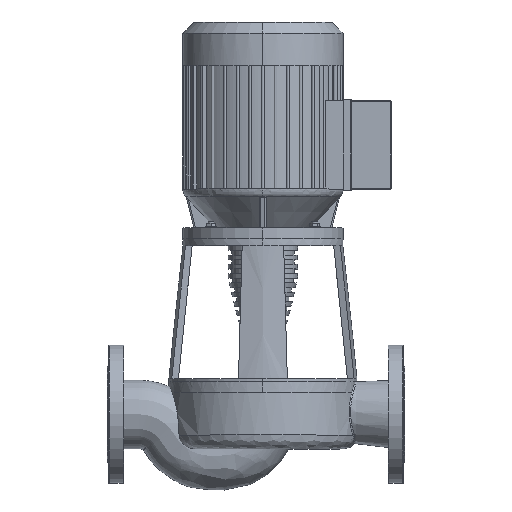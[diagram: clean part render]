
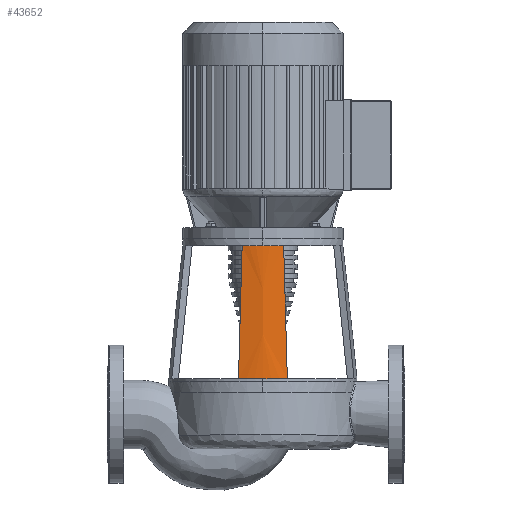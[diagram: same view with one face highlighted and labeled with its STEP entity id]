
A CAD part, top view. The second image highlights one B-rep face of the part: STEP entity #43652.
In plain terms, the highlighted free-form (B-spline) face has degree [3, 3] with [6, 4] control points.
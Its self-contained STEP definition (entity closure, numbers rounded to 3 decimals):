
#41908=CARTESIAN_POINT('',(194.977,244.0,112.047));
#41909=VERTEX_POINT('',#41908);
#41917=CARTESIAN_POINT('',(225.0,244.0,116.));
#41918=VERTEX_POINT('',#41917);
#41919=CARTESIAN_POINT('',(225.0,244.0,0.));
#41920=DIRECTION('',(0.0,1.0,0.0));
#41921=DIRECTION('',(0.0,0.0,-1.0));
#41922=AXIS2_PLACEMENT_3D('',#41919,#41920,#41921);
#41923=CIRCLE('',#41922,116.);
#41924=EDGE_CURVE('',#41909,#41918,#41923,.T.);
#41986=CARTESIAN_POINT('',(260.329,51.7,118.349));
#41987=VERTEX_POINT('',#41986);
#41995=CARTESIAN_POINT('',(225.0,51.7,123.));
#41996=VERTEX_POINT('',#41995);
#41997=CARTESIAN_POINT('',(225.0,51.7,-13.5));
#41998=DIRECTION('',(0.0,-1.0,0.0));
#41999=DIRECTION('',(0.0,0.0,-1.0));
#42000=AXIS2_PLACEMENT_3D('',#41997,#41998,#41999);
#42001=CIRCLE('',#42000,136.5);
#42002=EDGE_CURVE('',#41987,#41996,#42001,.T.);
#43193=CARTESIAN_POINT('',(255.023,244.0,112.047));
#43194=VERTEX_POINT('',#43193);
#43249=CARTESIAN_POINT('',(189.671,51.7,118.349));
#43250=VERTEX_POINT('',#43249);
#43597=CARTESIAN_POINT('',(189.671,51.7,118.349));
#43598=CARTESIAN_POINT('',(201.177,51.7,121.432));
#43599=CARTESIAN_POINT('',(213.088,51.7,123.));
#43600=CARTESIAN_POINT('',(236.912,51.7,123.));
#43601=CARTESIAN_POINT('',(248.823,51.7,121.432));
#43602=CARTESIAN_POINT('',(260.329,51.7,118.349));
#43603=CARTESIAN_POINT('',(191.44,115.8,116.248));
#43604=CARTESIAN_POINT('',(202.37,115.8,119.177));
#43605=CARTESIAN_POINT('',(213.684,115.8,120.667));
#43606=CARTESIAN_POINT('',(236.316,115.8,120.667));
#43607=CARTESIAN_POINT('',(247.63,115.8,119.177));
#43608=CARTESIAN_POINT('',(258.56,115.8,116.248));
#43609=CARTESIAN_POINT('',(193.208,179.9,114.148));
#43610=CARTESIAN_POINT('',(203.562,179.9,116.922));
#43611=CARTESIAN_POINT('',(214.281,179.9,118.333));
#43612=CARTESIAN_POINT('',(235.719,179.9,118.333));
#43613=CARTESIAN_POINT('',(246.438,179.9,116.922));
#43614=CARTESIAN_POINT('',(256.792,179.9,114.148));
#43615=CARTESIAN_POINT('',(194.977,244.0,112.047));
#43616=CARTESIAN_POINT('',(204.755,244.0,114.667));
#43617=CARTESIAN_POINT('',(214.877,244.0,116.));
#43618=CARTESIAN_POINT('',(235.123,244.0,116.));
#43619=CARTESIAN_POINT('',(245.245,244.0,114.667));
#43620=CARTESIAN_POINT('',(255.023,244.0,112.047));
#43621=B_SPLINE_SURFACE_WITH_KNOTS('',3,3,((#43597,#43603,#43609,#43615),(#43598,#43604,#43610,#43616),(#43599,#43605,#43611,#43617),(#43600,#43606,#43612,#43618),(#43601,#43607,#43613,#43619),(#43602,#43608,#43614,#43620)),.UNSPECIFIED.,.F.,.F.,.U.,(4,2,4),(4,4),(0.0,0.5,1.0),(0.0,1.0),.UNSPECIFIED.);
#43622=CARTESIAN_POINT('',(225.0,51.7,-13.5));
#43623=DIRECTION('',(0.0,-1.0,0.0));
#43624=DIRECTION('',(0.0,0.0,-1.0));
#43625=AXIS2_PLACEMENT_3D('',#43622,#43623,#43624);
#43626=CIRCLE('',#43625,136.5);
#43627=EDGE_CURVE('',#41996,#43250,#43626,.T.);
#43628=ORIENTED_EDGE('',*,*,#43627,.F.);
#43629=ORIENTED_EDGE('',*,*,#42002,.F.);
#43630=CARTESIAN_POINT('',(260.329,51.7,118.349));
#43631=DIRECTION('',(-0.028,0.999,-0.033));
#43632=VECTOR('',#43631,192.476);
#43633=LINE('',#43630,#43632);
#43634=EDGE_CURVE('',#41987,#43194,#43633,.T.);
#43635=ORIENTED_EDGE('',*,*,#43634,.T.);
#43636=CARTESIAN_POINT('',(225.0,244.0,0.));
#43637=DIRECTION('',(0.0,1.0,0.0));
#43638=DIRECTION('',(0.0,0.0,-1.0));
#43639=AXIS2_PLACEMENT_3D('',#43636,#43637,#43638);
#43640=CIRCLE('',#43639,116.);
#43641=EDGE_CURVE('',#41918,#43194,#43640,.T.);
#43642=ORIENTED_EDGE('',*,*,#43641,.F.);
#43643=ORIENTED_EDGE('',*,*,#41924,.F.);
#43644=CARTESIAN_POINT('',(189.671,51.7,118.349));
#43645=DIRECTION('',(0.028,0.999,-0.033));
#43646=VECTOR('',#43645,192.476);
#43647=LINE('',#43644,#43646);
#43648=EDGE_CURVE('',#43250,#41909,#43647,.T.);
#43649=ORIENTED_EDGE('',*,*,#43648,.F.);
#43650=EDGE_LOOP('',(#43628,#43629,#43635,#43642,#43643,#43649));
#43651=FACE_OUTER_BOUND('',#43650,.T.);
#43652=ADVANCED_FACE('',(#43651),#43621,.T.);
